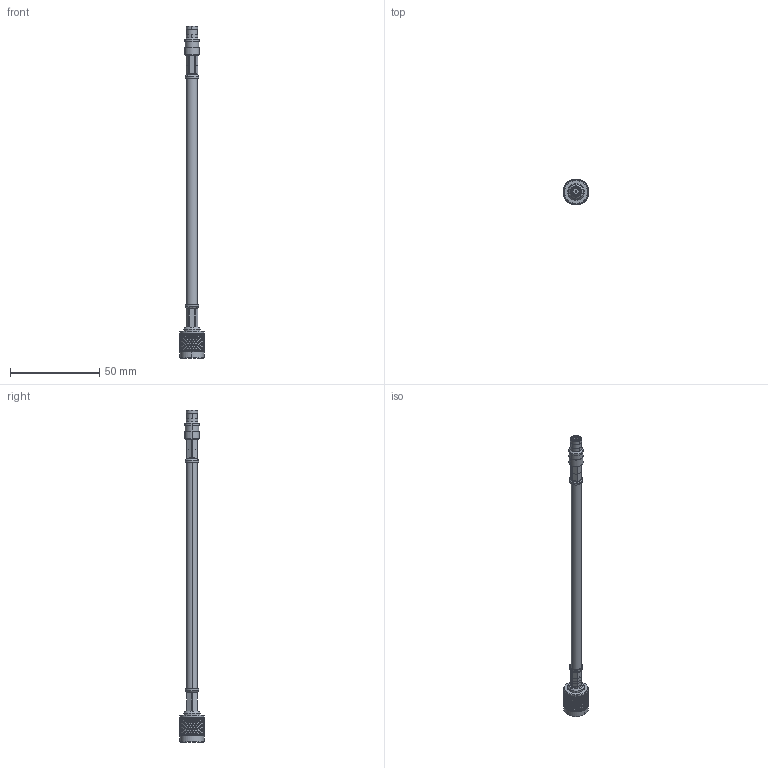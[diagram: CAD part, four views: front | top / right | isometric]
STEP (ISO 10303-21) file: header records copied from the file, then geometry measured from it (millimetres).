
FILE_DESCRIPTION (( 'STEP AP203' ), '1' );
FILE_NAME ('PE3C6086.step', '2020-09-09T16:39:49', ( '' ), ( '' ), 'SwSTEP 2.0', 'SolidWorks 2018', '' );
FILE_SCHEMA (( 'CONFIG_CONTROL_DESIGN' ));
Products named in the file (4): PE4994^PE3C6086_Crimped; RG59B-U^PE3C6086_RG59; PE44166^PE3C6086_Crimped; PE3C6086
Assembly tree (3 placements, depth 2):
  PE3C6086
    RG59B-U^PE3C6086_RG59
    PE4994^PE3C6086_Crimped
    PE44166^PE3C6086_Crimped
Bounding box: 14.5 x 14.5 x 186.04 mm (x, y, z)
Volume: 6556 mm3; surface area: 6744.4 mm2
Topology: 5 solids, 5 shells, 2877 faces, 6260 edges, 3411 vertices
Faces by surface type: bspline 2015, cylinder 658, plane 148, cone 44, torus 12
Entity records: 113962 total; most frequent: CARTESIAN_POINT 73616, ORIENTED_EDGE 12516, EDGE_CURVE 6258, VERTEX_POINT 3411, DIRECTION 3094, EDGE_LOOP 2901, FACE_OUTER_BOUND 2877, ADVANCED_FACE 2877
